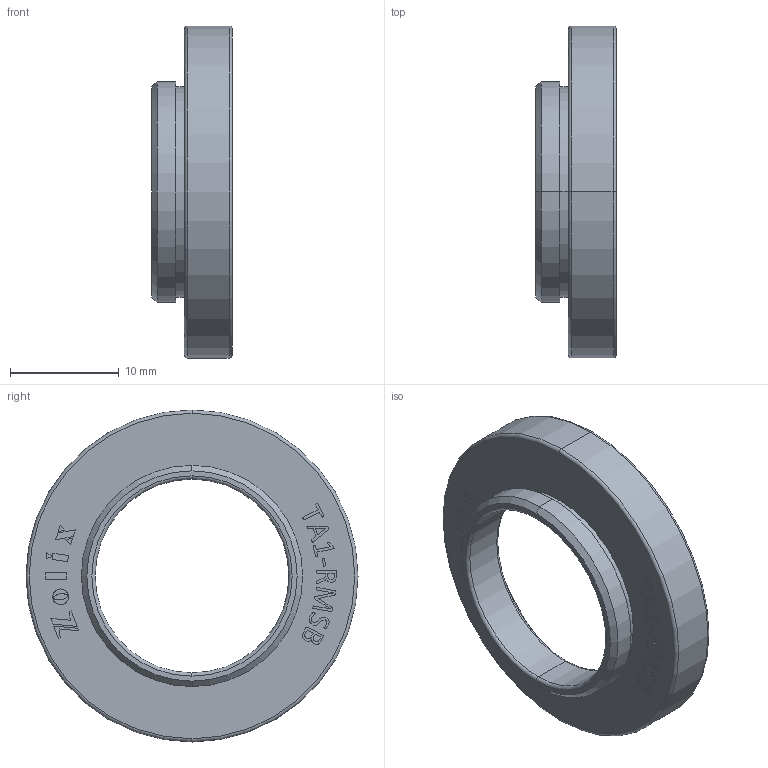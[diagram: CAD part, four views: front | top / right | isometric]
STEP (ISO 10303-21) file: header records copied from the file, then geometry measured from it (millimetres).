
FILE_DESCRIPTION (( 'STEP AP203' ), '1' );
FILE_NAME ('TA1-RMSB.STEP', '2025-10-15T07:37:13', ( '' ), ( '' ), 'SwSTEP 2.0', 'SolidWorks 2020', '' );
FILE_SCHEMA (( 'CONFIG_CONTROL_DESIGN' ));
Length unit declared in the file: millimetre
Products named in the file (1): TA1-RMSB
Bounding box: 7.4 x 30.5 x 30.5 mm (x, y, z)
Volume: 1292.1 mm3; surface area: 2147.1 mm2
Topology: 1 solids, 1 shells, 329 faces, 891 edges, 590 vertices
Faces by surface type: plane 227, bspline 78, cylinder 12, torus 8, cone 4
Entity records: 11998 total; most frequent: CARTESIAN_POINT 4909, ORIENTED_EDGE 1782, EDGE_CURVE 891, DIRECTION 889, VERTEX_POINT 590, B_SPLINE_CURVE_WITH_KNOTS 550, EDGE_LOOP 357, ADVANCED_FACE 329
